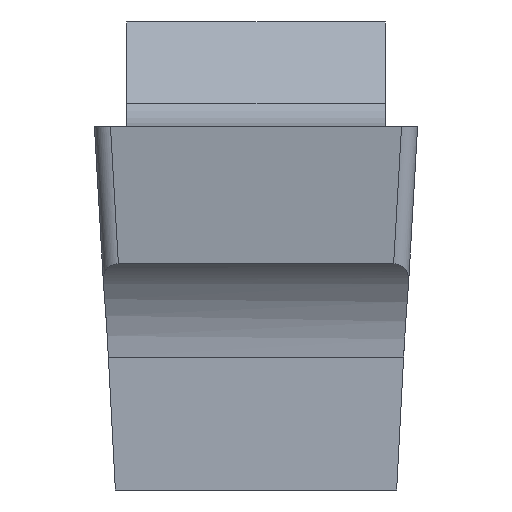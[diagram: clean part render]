
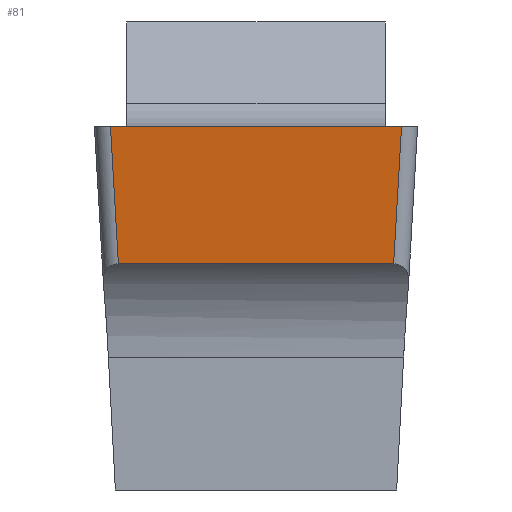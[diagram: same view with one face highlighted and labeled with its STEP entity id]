
A CAD part, front view. The second image highlights one B-rep face of the part: STEP entity #81.
In plain terms, the highlighted planar face has unit normal (0, -0.993, -0.122).
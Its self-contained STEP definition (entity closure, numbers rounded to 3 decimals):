
#81=ADVANCED_FACE('HEAD_NEUTRAL_UDF_SU2',(#137),#109,.F.);
#109=PLANE('',#788);
#137=FACE_OUTER_BOUND('',#173,.T.);
#173=EDGE_LOOP('',(#451,#452,#453,#454));
#232=LINE('',#1185,#294);
#240=LINE('',#1249,#302);
#241=LINE('',#1251,#303);
#242=LINE('',#1253,#304);
#294=VECTOR('',#909,1.);
#302=VECTOR('',#939,1.);
#303=VECTOR('',#940,1.);
#304=VECTOR('',#941,1.);
#451=ORIENTED_EDGE('',*,*,#671,.T.);
#452=ORIENTED_EDGE('',*,*,#672,.T.);
#453=ORIENTED_EDGE('',*,*,#673,.T.);
#454=ORIENTED_EDGE('',*,*,#656,.F.);
#573=VERTEX_POINT('',#1184);
#574=VERTEX_POINT('',#1186);
#579=VERTEX_POINT('',#1250);
#580=VERTEX_POINT('',#1252);
#656=EDGE_CURVE('',#573,#574,#232,.T.);
#671=EDGE_CURVE('',#573,#579,#240,.T.);
#672=EDGE_CURVE('',#579,#580,#241,.T.);
#673=EDGE_CURVE('',#580,#574,#242,.T.);
#788=AXIS2_PLACEMENT_3D('',#1254,#942,#943);
#909=DIRECTION('',(1.,0.,0.));
#939=DIRECTION('',(0.057,0.122,-0.991));
#940=DIRECTION('',(1.,0.,0.));
#941=DIRECTION('',(0.057,-0.122,0.991));
#942=DIRECTION('',(0.,0.993,0.122));
#943=DIRECTION('',(-0.057,0.122,-0.991));
#1184=CARTESIAN_POINT('',(-1.801,-0.4,0.));
#1185=CARTESIAN_POINT('',(0.,-0.4,0.));
#1186=CARTESIAN_POINT('',(1.801,-0.4,0.));
#1249=CARTESIAN_POINT('',(-1.659,-0.099,-2.449));
#1250=CARTESIAN_POINT('',(-1.703,-0.192,-1.696));
#1251=CARTESIAN_POINT('',(10.,-0.192,-1.696));
#1252=CARTESIAN_POINT('',(1.703,-0.192,-1.696));
#1253=CARTESIAN_POINT('',(1.672,-0.125,-2.236));
#1254=CARTESIAN_POINT('',(1.879,-0.124,-2.248));
